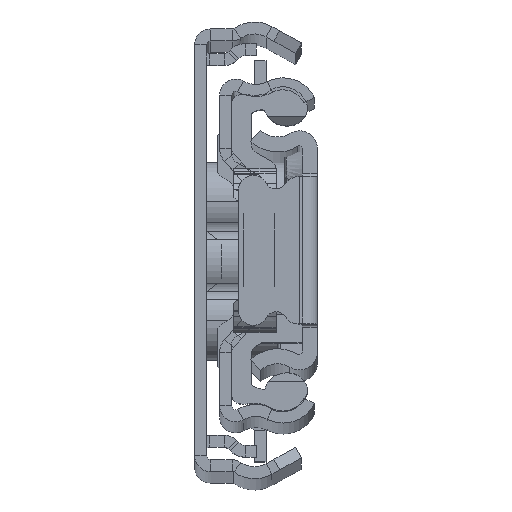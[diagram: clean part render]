
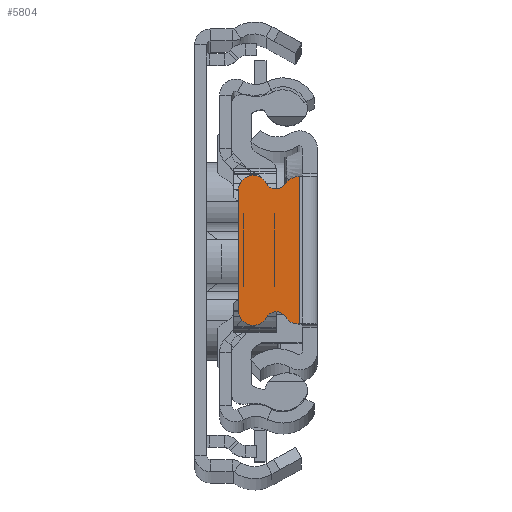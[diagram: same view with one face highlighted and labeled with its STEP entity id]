
A CAD part, top view. The second image highlights one B-rep face of the part: STEP entity #5804.
In plain terms, the highlighted planar face has unit normal (0, 0, 1).
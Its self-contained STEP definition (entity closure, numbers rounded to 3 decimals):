
#39 = EDGE_CURVE ( 'NONE', #22736, #22253, #4255, .T. ) ;
#47 = DIRECTION ( 'NONE',  ( 1., 0., 0. ) ) ;
#145 = CIRCLE ( 'NONE', #1829, 1.5 ) ;
#330 = EDGE_LOOP ( 'NONE', ( #8077, #1677, #23047, #26109, #4091, #7408, #20551, #17409, #11715, #11609 ) ) ;
#445 = CARTESIAN_POINT ( 'NONE',  ( -7.929, -6., 0. ) ) ;
#451 = DIRECTION ( 'NONE',  ( -1., 0., 0. ) ) ;
#629 = DIRECTION ( 'NONE',  ( -1., 0., 0. ) ) ;
#1317 = VECTOR ( 'NONE', #10568, 1000. ) ;
#1412 = CARTESIAN_POINT ( 'NONE',  ( -5.109, -6.713, 0. ) ) ;
#1677 = ORIENTED_EDGE ( 'NONE', *, *, #16947, .F. ) ;
#1829 = AXIS2_PLACEMENT_3D ( 'NONE', #3660, #11775, #15750 ) ;
#2386 = CIRCLE ( 'NONE', #17262, 1.5 ) ;
#2475 = CARTESIAN_POINT ( 'NONE',  ( -4.142, -7.236, 0. ) ) ;
#2982 = CARTESIAN_POINT ( 'NONE',  ( -4.142, 7.236, 0. ) ) ;
#3098 = VECTOR ( 'NONE', #17246, 1000. ) ;
#3117 = EDGE_CURVE ( 'NONE', #19232, #20682, #2386, .T. ) ;
#3126 = CARTESIAN_POINT ( 'NONE',  ( -1.929, -5.87, 0. ) ) ;
#3428 = VERTEX_POINT ( 'NONE', #7099 ) ;
#3660 = CARTESIAN_POINT ( 'NONE',  ( -6.429, -6., 0. ) ) ;
#3953 = AXIS2_PLACEMENT_3D ( 'NONE', #14407, #6704, #451 ) ;
#4091 = ORIENTED_EDGE ( 'NONE', *, *, #25815, .T. ) ;
#4255 = CIRCLE ( 'NONE', #25891, 1.1 ) ;
#4574 = CARTESIAN_POINT ( 'NONE',  ( -1.929, 7.37, 0. ) ) ;
#5318 = VERTEX_POINT ( 'NONE', #16694 ) ;
#5397 = DIRECTION ( 'NONE',  ( 0., 0., 1. ) ) ;
#5804 = ADVANCED_FACE ( 'NONE', ( #20640 ), #10535, .T. ) ;
#6550 = AXIS2_PLACEMENT_3D ( 'NONE', #18646, #10143, #47 ) ;
#6612 = DIRECTION ( 'NONE',  ( 0., 0., -1. ) ) ;
#6704 = DIRECTION ( 'NONE',  ( 0., 0., 1. ) ) ;
#7099 = CARTESIAN_POINT ( 'NONE',  ( -7.929, -6., 0. ) ) ;
#7408 = ORIENTED_EDGE ( 'NONE', *, *, #22910, .T. ) ;
#8077 = ORIENTED_EDGE ( 'NONE', *, *, #10159, .F. ) ;
#8142 = VECTOR ( 'NONE', #10665, 1000. ) ;
#8855 = LINE ( 'NONE', #21080, #3098 ) ;
#10143 = DIRECTION ( 'NONE',  ( 0., 0., 1. ) ) ;
#10159 = EDGE_CURVE ( 'NONE', #5318, #24207, #21165, .T. ) ;
#10184 = CARTESIAN_POINT ( 'NONE',  ( -1.929, -7.37, 0. ) ) ;
#10219 = VERTEX_POINT ( 'NONE', #21821 ) ;
#10535 = PLANE ( 'NONE',  #6550 ) ;
#10536 = LINE ( 'NONE', #445, #8142 ) ;
#10568 = DIRECTION ( 'NONE',  ( -1., 0., 0. ) ) ;
#10665 = DIRECTION ( 'NONE',  ( 0., -1., 0. ) ) ;
#10849 = DIRECTION ( 'NONE',  ( -1., 0., 0. ) ) ;
#10944 = CARTESIAN_POINT ( 'NONE',  ( -1.75, 0., 0. ) ) ;
#11256 = VERTEX_POINT ( 'NONE', #4574 ) ;
#11488 = DIRECTION ( 'NONE',  ( 1., 0., 0. ) ) ;
#11514 = CARTESIAN_POINT ( 'NONE',  ( -3.206, -6.658, 0. ) ) ;
#11609 = ORIENTED_EDGE ( 'NONE', *, *, #12412, .F. ) ;
#11715 = ORIENTED_EDGE ( 'NONE', *, *, #3117, .T. ) ;
#11762 = DIRECTION ( 'NONE',  ( 1., 0., 0. ) ) ;
#11775 = DIRECTION ( 'NONE',  ( 0., 0., 1. ) ) ;
#12412 = EDGE_CURVE ( 'NONE', #24207, #20682, #16306, .T. ) ;
#12696 = CARTESIAN_POINT ( 'NONE',  ( -1.929, 5.87, 0. ) ) ;
#14407 = CARTESIAN_POINT ( 'NONE',  ( -6.429, 6., 0. ) ) ;
#14829 = DIRECTION ( 'NONE',  ( 0., 0., 1. ) ) ;
#15134 = EDGE_CURVE ( 'NONE', #11256, #22736, #26033, .T. ) ;
#15750 = DIRECTION ( 'NONE',  ( 1., 0., 0. ) ) ;
#16306 = LINE ( 'NONE', #10184, #1317 ) ;
#16694 = CARTESIAN_POINT ( 'NONE',  ( -1.75, 7.37, 0. ) ) ;
#16947 = EDGE_CURVE ( 'NONE', #11256, #5318, #8855, .T. ) ;
#17085 = VERTEX_POINT ( 'NONE', #1412 ) ;
#17246 = DIRECTION ( 'NONE',  ( 1., 0., 0. ) ) ;
#17262 = AXIS2_PLACEMENT_3D ( 'NONE', #3126, #5397, #11762 ) ;
#17409 = ORIENTED_EDGE ( 'NONE', *, *, #17885, .T. ) ;
#17885 = EDGE_CURVE ( 'NONE', #17085, #19232, #25156, .T. ) ;
#18011 = CARTESIAN_POINT ( 'NONE',  ( -3.206, 6.658, 0. ) ) ;
#18646 = CARTESIAN_POINT ( 'NONE',  ( 644.071, 0., 0. ) ) ;
#19197 = DIRECTION ( 'NONE',  ( 0., 0., -1. ) ) ;
#19232 = VERTEX_POINT ( 'NONE', #11514 ) ;
#20459 = AXIS2_PLACEMENT_3D ( 'NONE', #2475, #6612, #629 ) ;
#20483 = CIRCLE ( 'NONE', #3953, 1.5 ) ;
#20511 = AXIS2_PLACEMENT_3D ( 'NONE', #12696, #14829, #10849 ) ;
#20551 = ORIENTED_EDGE ( 'NONE', *, *, #25629, .T. ) ;
#20640 = FACE_OUTER_BOUND ( 'NONE', #330, .T. ) ;
#20682 = VERTEX_POINT ( 'NONE', #25501 ) ;
#21080 = CARTESIAN_POINT ( 'NONE',  ( -1.929, 7.37, 0. ) ) ;
#21165 = LINE ( 'NONE', #10944, #21534 ) ;
#21293 = DIRECTION ( 'NONE',  ( 0., -1., 0. ) ) ;
#21534 = VECTOR ( 'NONE', #21293, 1000. ) ;
#21821 = CARTESIAN_POINT ( 'NONE',  ( -7.929, 6., 0. ) ) ;
#22253 = VERTEX_POINT ( 'NONE', #23356 ) ;
#22736 = VERTEX_POINT ( 'NONE', #18011 ) ;
#22807 = CARTESIAN_POINT ( 'NONE',  ( -1.75, -7.37, 0. ) ) ;
#22910 = EDGE_CURVE ( 'NONE', #10219, #3428, #10536, .T. ) ;
#23047 = ORIENTED_EDGE ( 'NONE', *, *, #15134, .T. ) ;
#23356 = CARTESIAN_POINT ( 'NONE',  ( -5.109, 6.713, 0. ) ) ;
#24207 = VERTEX_POINT ( 'NONE', #22807 ) ;
#25156 = CIRCLE ( 'NONE', #20459, 1.1 ) ;
#25501 = CARTESIAN_POINT ( 'NONE',  ( -1.929, -7.37, 0. ) ) ;
#25629 = EDGE_CURVE ( 'NONE', #3428, #17085, #145, .T. ) ;
#25815 = EDGE_CURVE ( 'NONE', #22253, #10219, #20483, .T. ) ;
#25891 = AXIS2_PLACEMENT_3D ( 'NONE', #2982, #19197, #11488 ) ;
#26033 = CIRCLE ( 'NONE', #20511, 1.5 ) ;
#26109 = ORIENTED_EDGE ( 'NONE', *, *, #39, .T. ) ;
